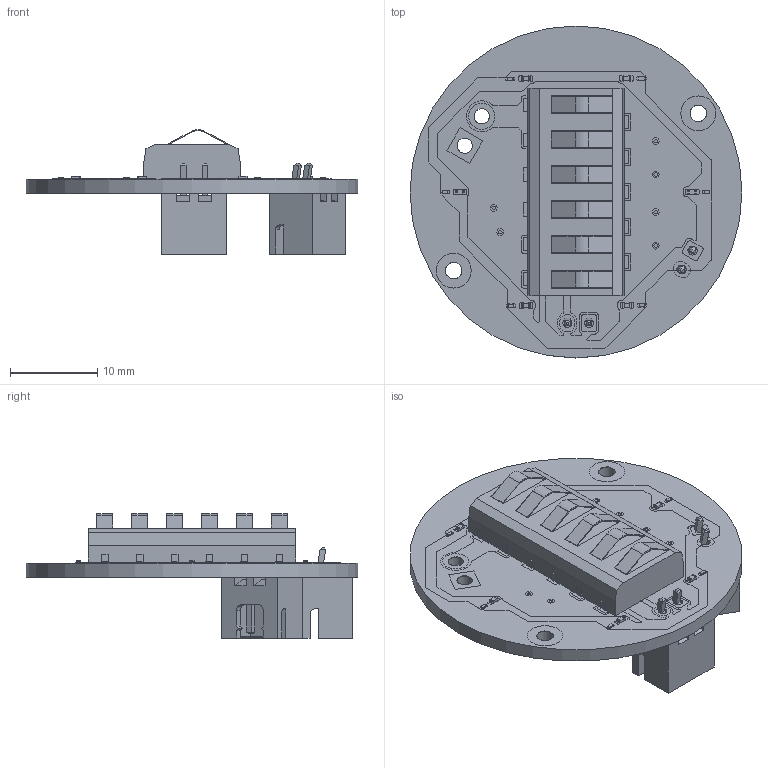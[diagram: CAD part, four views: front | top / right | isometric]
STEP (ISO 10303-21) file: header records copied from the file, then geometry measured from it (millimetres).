
FILE_DESCRIPTION(('FreeCAD Model'),'2;1');
FILE_NAME('Open CASCADE Shape Model','2021-06-09T11:09:53',('Author'),( ''),'Open CASCADE STEP processor 7.5','FreeCAD','Unknown');
FILE_SCHEMA(('AUTOMOTIVE_DESIGN { 1 0 10303 214 1 1 1 1 }'));
Length unit declared in the file: millimetre
Products named in the file (20): tiny2_V1.0; Board_Geoms_93c3; Pcb_93c3; topTracks_93c3; botTracks_93c3; Step_Models_93c3; Top_93c3; J1___________60B2819D; JL-6P-4.0PH-5.65H-2_003; JL-6P-4.0PH-5.65H-3_001; JL-6P-4.0PH-5.65H-2_002; JL-6P-4.0PH-5.65H-2_004; JL-6P-4.0PH-5.65H-2_005; JL-6P-4.0PH-5.65H-1_001; JL-6P-4.0PH-5.65H-2_001; JL-6P-4.0PH-5.65H-2_006; R6_R_0402_1005Metric_60B28A18; D6_LED_0201_0603Metric_60B2817D; Bot_93c3; J4_JST_B2B_XH_A_60B28215
Assembly tree (30 placements, depth 5):
  tiny2_V1.0
    Board_Geoms_93c3
      Pcb_93c3
      topTracks_93c3
      botTracks_93c3
    Step_Models_93c3
      Top_93c3
        J1___________60B2819D
          JL-6P-4.0PH-5.65H-2_003
          JL-6P-4.0PH-5.65H-3_001
          JL-6P-4.0PH-5.65H-2_002
          JL-6P-4.0PH-5.65H-2_004
          JL-6P-4.0PH-5.65H-2_005
          JL-6P-4.0PH-5.65H-1_001
          JL-6P-4.0PH-5.65H-2_001
          JL-6P-4.0PH-5.65H-2_006
        R6_R_0402_1005Metric_60B28A18  x6
        D6_LED_0201_0603Metric_60B2817D  x6
      Bot_93c3
        J4_JST_B2B_XH_A_60B28215  x2
Bounding box: 38 x 38 x 14.25 mm (x, y, z)
Volume: 3011.5 mm3; surface area: 7585.6 mm2
Topology: 23 solids, 93 shells, 861 faces, 5133 edges, 4420 vertices
Faces by surface type: plane 782, cylinder 79
Full cylindrical faces by diameter (mm): 1 x4, 1.37 x2, 1.75 x2, 1.9 x2, 38 x1
Entity records: 41492 total; most frequent: CARTESIAN_POINT 8716, DIRECTION 5465, ORIENTED_EDGE 5450, EDGE_CURVE 4289, LINE 4219, VECTOR 4219, VERTEX_POINT 3874, FACE_BOUND 649
